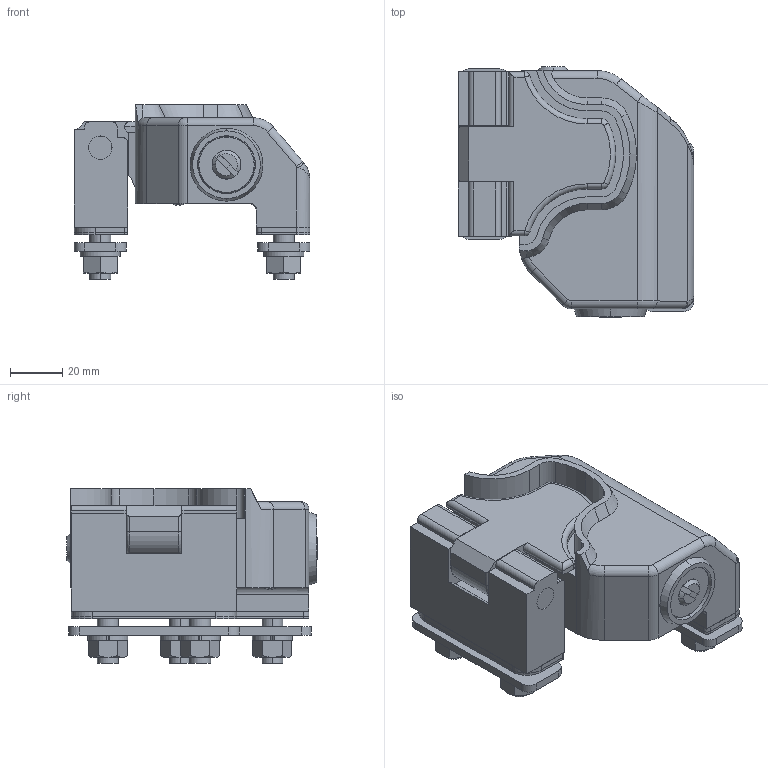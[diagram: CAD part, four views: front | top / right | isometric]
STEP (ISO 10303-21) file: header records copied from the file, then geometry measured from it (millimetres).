
FILE_DESCRIPTION (( 'STEP AP203' ), '1' );
FILE_NAME ('sone3D.STEP', '2013-08-01T05:34:15', ( '' ), ( '' ), 'SwSTEP 2.0', 'SolidWorks 2012', '' );
FILE_SCHEMA (( 'CONFIG_CONTROL_DESIGN' ));
Length unit declared in the file: millimetre
Products named in the file (19): sone3D; スプリングワッシャーM8_JIS B 1251 No.2 8; 六角ナットM8（1種）_M8(1種)_公; 廫帤寠晅側傋偹偠M4乮暯W丒SW晅乯_M4亊10乮SW丒暯W晅乯; スプリングワッシャーM4_JIS B 1251 No.2 4; 廫帤寠晅側傋偹偠M4_M4亊10; C-288; C-288 ローター; C-288 ハウジング; C-1567シャフト_; C-1567押え金具_; C-1567パッキン_; C-1567スペーサー_; C-1567-R裏蓋_; C-1567ロックハウジング用スペーサー_; C-1567ロックハウジング用パッキン_; C-1567僉乕僷乕儀乕僗_; C-1567キーパー_; C-1567本体_
Assembly tree (28 placements, depth 3):
  sone3D
    C-1567本体_
    C-1567キーパー_
    C-1567僉乕僷乕儀乕僗_
    C-1567ロックハウジング用パッキン_
    C-1567ロックハウジング用スペーサー_
    C-1567-R裏蓋_
    C-1567スペーサー_
    C-1567パッキン_
    C-1567押え金具_  x2
    C-1567シャフト_
    C-288
      C-288 ハウジング
      C-288 ローター
    廫帤寠晅側傋偹偠M4乮暯W丒SW晅乯_M4亊10乮SW丒暯W晅乯  x3
      廫帤寠晅側傋偹偠M4_M4亊10
      スプリングワッシャーM4_JIS B 1251 No.2 4
    六角ナットM8（1種）_M8(1種)_公  x4
    スプリングワッシャーM8_JIS B 1251 No.2 8  x4
Bounding box: 90.5 x 96.2 x 67 mm (x, y, z)
Volume: 219358 mm3; surface area: 83374.4 mm2
Topology: 30 solids, 30 shells, 675 faces, 1710 edges, 1105 vertices
Faces by surface type: plane 329, cylinder 257, cone 57, torus 19, sphere 8, bspline 5
Entity records: 18584 total; most frequent: CARTESIAN_POINT 3203, DIRECTION 2845, ORIENTED_EDGE 2684, EDGE_CURVE 1342, AXIS2_PLACEMENT_3D 1027, VERTEX_POINT 875, LINE 791, VECTOR 791
